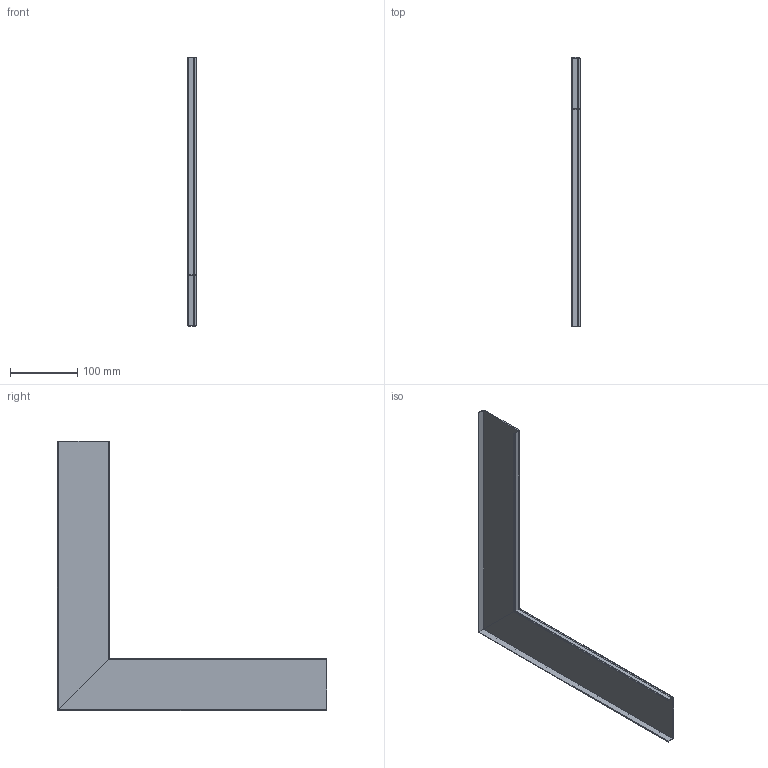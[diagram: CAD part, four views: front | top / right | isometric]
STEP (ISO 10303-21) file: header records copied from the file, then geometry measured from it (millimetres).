
FILE_DESCRIPTION (( 'STEP AP214' ), '1' );
FILE_NAME ('6274496.stp', '2016-05-04T13:01:33', ( '' ), ( '' ), 'SwSTEP 2.0', 'SolidWorks 2014', '' );
FILE_SCHEMA (( 'AUTOMOTIVE_DESIGN' ));
Length unit declared in the file: millimetre
Products named in the file (3): 6274496; 014543_Standard; 014544_Standard
Assembly tree (2 placements, depth 2):
  6274496
    014543_Standard
    014544_Standard
Bounding box: 12.2 x 400 x 400 mm (x, y, z)
Volume: 118981 mm3; surface area: 142249.1 mm2
Topology: 2 solids, 2 shells, 40 faces, 108 edges, 72 vertices
Faces by surface type: plane 24, cylinder 16
Entity records: 1358 total; most frequent: CARTESIAN_POINT 273, ORIENTED_EDGE 216, DIRECTION 198, EDGE_CURVE 108, LINE 76, VECTOR 76, VERTEX_POINT 72, AXIS2_PLACEMENT_3D 61
